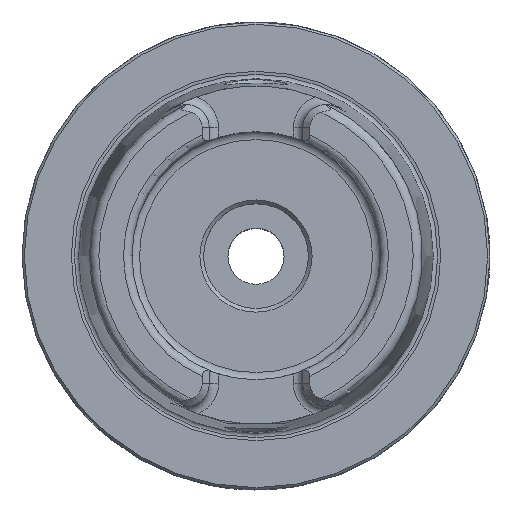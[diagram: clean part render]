
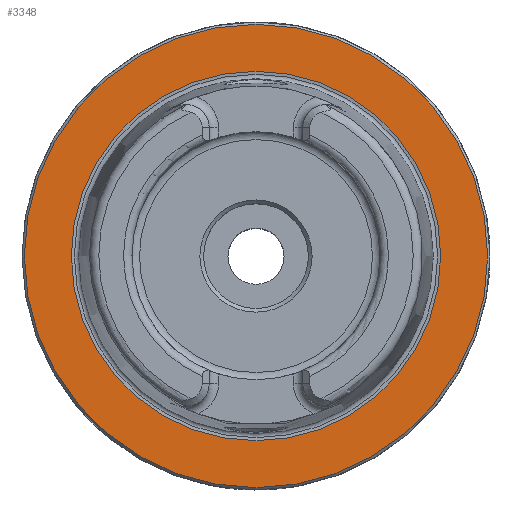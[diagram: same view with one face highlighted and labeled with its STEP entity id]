
A CAD part, top view. The second image highlights one B-rep face of the part: STEP entity #3348.
In plain terms, the highlighted planar face has unit normal (0, 0, 1).
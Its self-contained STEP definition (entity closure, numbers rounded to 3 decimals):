
#680=ORIENTED_EDGE('',*,*,#1121,.T.);
#681=ORIENTED_EDGE('',*,*,#1120,.F.);
#1120=EDGE_CURVE('',#1380,#1380,#1570,.T.);
#1121=EDGE_CURVE('',#1381,#1381,#1571,.T.);
#1380=VERTEX_POINT('',#5055);
#1381=VERTEX_POINT('',#5058);
#1570=CIRCLE('',#3600,39.461);
#1571=CIRCLE('',#3602,49.5);
#1776=EDGE_LOOP('',(#680));
#1777=EDGE_LOOP('',(#681));
#2018=FACE_BOUND('',#1776,.T.);
#2019=FACE_BOUND('',#1777,.T.);
#2133=PLANE('',#3601);
#3348=ADVANCED_FACE('',(#2018,#2019),#2133,.T.);
#3600=AXIS2_PLACEMENT_3D('',#5054,#4116,#4117);
#3601=AXIS2_PLACEMENT_3D('',#5056,#4118,#4119);
#3602=AXIS2_PLACEMENT_3D('',#5057,#4120,#4121);
#4116=DIRECTION('',(0.,0.,1.));
#4117=DIRECTION('',(1.,0.,0.));
#4118=DIRECTION('',(0.,0.,1.));
#4119=DIRECTION('',(1.,0.,0.));
#4120=DIRECTION('',(0.,0.,1.));
#4121=DIRECTION('',(1.,0.,0.));
#5054=CARTESIAN_POINT('',(0.,0.,0.));
#5055=CARTESIAN_POINT('',(39.461,0.,0.));
#5056=CARTESIAN_POINT('',(49.5,0.,0.));
#5057=CARTESIAN_POINT('',(0.,0.,0.));
#5058=CARTESIAN_POINT('',(49.5,0.,0.));
